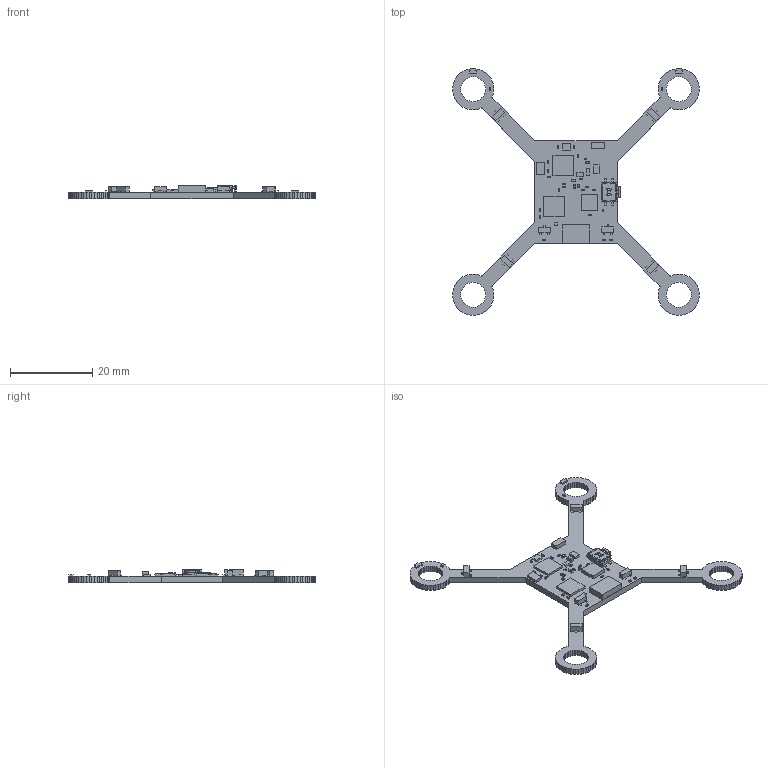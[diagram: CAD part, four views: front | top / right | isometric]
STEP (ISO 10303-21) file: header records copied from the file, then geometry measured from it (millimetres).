
FILE_DESCRIPTION(('Open CASCADE Model'),'2;1');
FILE_NAME('Open CASCADE Shape Model','2013-12-27T21:53:31',('Author'),( 'Open CASCADE'),'Open CASCADE STEP processor 6.2','Open CASCADE 6.2' ,'Unknown');
FILE_SCHEMA(('AUTOMOTIVE_DESIGN { 1 0 10303 214 1 1 1 1 }'));
Length unit declared in the file: millimetre
Products named in the file (107): PCB; Board; C5; 446769456; Extruded; 446769584; C6; C7; 446769840; 446770096; C8; C1; C2; H1; 446771888; H2; IC2; 446771760; A1; 446770352; 446770224; R6; R5; R1; 446771632; R2; S1; TL1014BFxxxQG; TL1014_B_Housing; TL1014_Actuator; TL1014_Cover; C11; C12; C20; 416638688; 416638560; C16; 446768432; 446769328; IC3 ...
Assembly tree (195 placements, depth 4):
  PCB
    Board
    C5
      446769456  x2
        Extruded
      446769584
        Extruded
    C6
      446769456  x2
        Extruded
      446769584
        Extruded
    C7
      446769840  x2
        Extruded
      446770096
        Extruded
    C8
      446769840  x2
        Extruded
      446770096
        Extruded
    C1
      446769840  x2
        Extruded
      446770096
        Extruded
    C2
      446769840  x2
        Extruded
      446770096
        Extruded
    H1
      446771888
        Extruded
    H2
      446771888
        Extruded
    IC2
      446771760
        Extruded
    A1
      446770352
        Extruded
      446770224  x3
        Extruded
    R6
      446769840  x2
        Extruded
      446770096
        Extruded
    R5
      446769840  x2
        Extruded
      446770096
        Extruded
    R1
      446769456  x2
        Extruded
      446771632
Bounding box: 60.02 x 60.02 x 3.22 mm (x, y, z)
Volume: 1623.9 mm3; surface area: 3151.2 mm2
Topology: 120 solids, 120 shells, 1340 faces, 3276 edges, 2176 vertices
Faces by surface type: plane 1250, cylinder 87, cone 2, sphere 1
Full cylindrical faces by diameter (mm): 0.6 x2, 0.75 x2
Entity records: 57892 total; most frequent: CARTESIAN_POINT 11408, DIRECTION 8282, LINE 5828, VECTOR 5828, ORIENTED_EDGE 4390, PCURVE 4390, DEFINITIONAL_REPRESENTATION 4390, EDGE_CURVE 2195
